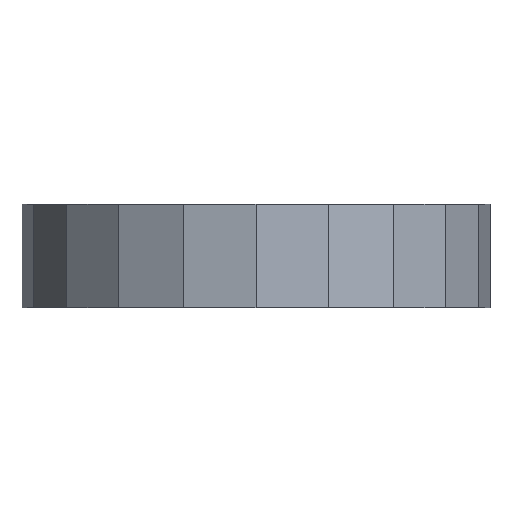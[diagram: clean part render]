
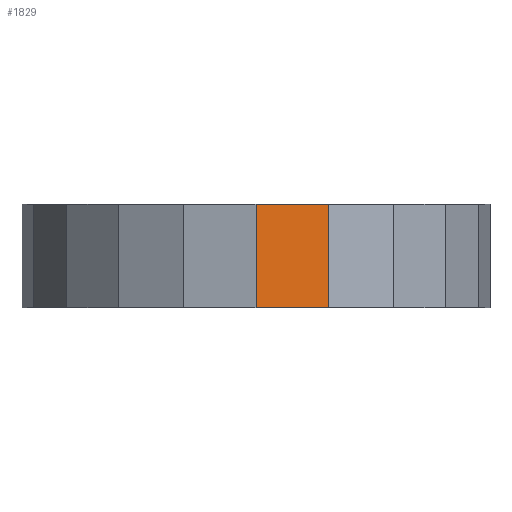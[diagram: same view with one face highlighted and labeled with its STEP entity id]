
A CAD part, front view. The second image highlights one B-rep face of the part: STEP entity #1829.
In plain terms, the highlighted planar face has unit normal (0.156, -0.988, 0).
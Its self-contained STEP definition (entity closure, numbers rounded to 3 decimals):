
#43 = PLANE('',#44);
#44 = AXIS2_PLACEMENT_3D('',#45,#46,#47);
#45 = CARTESIAN_POINT('',(-5.097,3.703,0.));
#46 = DIRECTION('',(0.,0.,-1.));
#47 = DIRECTION('',(-1.,0.,0.));
#376 = VERTEX_POINT('',#377);
#377 = CARTESIAN_POINT('',(1.947,-5.992,0.));
#391 = PLANE('',#392);
#392 = AXIS2_PLACEMENT_3D('',#393,#394,#395);
#393 = CARTESIAN_POINT('',(3.703,-5.097,2.8
    ));
#394 = DIRECTION('',(-0.454,0.891,0.));
#395 = DIRECTION('',(0.891,0.454,0.));
#403 = EDGE_CURVE('',#404,#376,#406,.T.);
#404 = VERTEX_POINT('',#405);
#405 = CARTESIAN_POINT('',(0.,-6.3,0.));
#406 = SURFACE_CURVE('',#407,(#411,#418),.PCURVE_S1.);
#407 = LINE('',#408,#409);
#408 = CARTESIAN_POINT('',(0.,-6.3,0.));
#409 = VECTOR('',#410,1.);
#410 = DIRECTION('',(0.988,0.156,0.));
#411 = PCURVE('',#43,#412);
#412 = DEFINITIONAL_REPRESENTATION('',(#413),#417);
#413 = LINE('',#414,#415);
#414 = CARTESIAN_POINT('',(-5.097,-10.003));
#415 = VECTOR('',#416,1.);
#416 = DIRECTION('',(-0.988,0.156));
#417 = ( GEOMETRIC_REPRESENTATION_CONTEXT(2) 
PARAMETRIC_REPRESENTATION_CONTEXT() REPRESENTATION_CONTEXT('2D SPACE',''
  ) );
#418 = PCURVE('',#419,#424);
#419 = PLANE('',#420);
#420 = AXIS2_PLACEMENT_3D('',#421,#422,#423);
#421 = CARTESIAN_POINT('',(0.973,-6.146,1.4
    ));
#422 = DIRECTION('',(-0.156,0.988,0.));
#423 = DIRECTION('',(0.988,0.156,0.));
#424 = DEFINITIONAL_REPRESENTATION('',(#425),#429);
#425 = LINE('',#426,#427);
#426 = CARTESIAN_POINT('',(-0.986,1.4));
#427 = VECTOR('',#428,1.);
#428 = DIRECTION('',(1.,0.));
#429 = ( GEOMETRIC_REPRESENTATION_CONTEXT(2) 
PARAMETRIC_REPRESENTATION_CONTEXT() REPRESENTATION_CONTEXT('2D SPACE',''
  ) );
#447 = PLANE('',#448);
#448 = AXIS2_PLACEMENT_3D('',#449,#450,#451);
#449 = CARTESIAN_POINT('',(-0.973,-6.146,
    1.4));
#450 = DIRECTION('',(0.156,0.988,0.));
#451 = DIRECTION('',(0.988,-0.156,0.));
#1055 = PLANE('',#1056);
#1056 = AXIS2_PLACEMENT_3D('',#1057,#1058,#1059);
#1057 = CARTESIAN_POINT('',(-5.992,-1.947,
    2.8));
#1058 = DIRECTION('',(0.,0.,-1.));
#1059 = DIRECTION('',(-1.,0.,0.));
#1118 = VERTEX_POINT('',#1119);
#1119 = CARTESIAN_POINT('',(0.,-6.3,2.8));
#1140 = EDGE_CURVE('',#1141,#1118,#1143,.T.);
#1141 = VERTEX_POINT('',#1142);
#1142 = CARTESIAN_POINT('',(1.947,-5.992,
    2.8));
#1143 = SURFACE_CURVE('',#1144,(#1148,#1155),.PCURVE_S1.);
#1144 = LINE('',#1145,#1146);
#1145 = CARTESIAN_POINT('',(1.947,-5.992,
    2.8));
#1146 = VECTOR('',#1147,1.);
#1147 = DIRECTION('',(-0.988,-0.156,0.));
#1148 = PCURVE('',#1055,#1149);
#1149 = DEFINITIONAL_REPRESENTATION('',(#1150),#1154);
#1150 = LINE('',#1151,#1152);
#1151 = CARTESIAN_POINT('',(-7.938,-4.045));
#1152 = VECTOR('',#1153,1.);
#1153 = DIRECTION('',(0.988,-0.156));
#1154 = ( GEOMETRIC_REPRESENTATION_CONTEXT(2) 
PARAMETRIC_REPRESENTATION_CONTEXT() REPRESENTATION_CONTEXT('2D SPACE',''
  ) );
#1155 = PCURVE('',#419,#1156);
#1156 = DEFINITIONAL_REPRESENTATION('',(#1157),#1161);
#1157 = LINE('',#1158,#1159);
#1158 = CARTESIAN_POINT('',(0.986,-1.4));
#1159 = VECTOR('',#1160,1.);
#1160 = DIRECTION('',(-1.,0.));
#1161 = ( GEOMETRIC_REPRESENTATION_CONTEXT(2) 
PARAMETRIC_REPRESENTATION_CONTEXT() REPRESENTATION_CONTEXT('2D SPACE',''
  ) );
#1829 = ADVANCED_FACE('',(#1830),#419,.F.);
#1830 = FACE_BOUND('',#1831,.T.);
#1831 = EDGE_LOOP('',(#1832,#1833,#1854,#1855));
#1832 = ORIENTED_EDGE('',*,*,#1140,.T.);
#1833 = ORIENTED_EDGE('',*,*,#1834,.T.);
#1834 = EDGE_CURVE('',#1118,#404,#1835,.T.);
#1835 = SURFACE_CURVE('',#1836,(#1840,#1847),.PCURVE_S1.);
#1836 = LINE('',#1837,#1838);
#1837 = CARTESIAN_POINT('',(0.,-6.3,2.8));
#1838 = VECTOR('',#1839,1.);
#1839 = DIRECTION('',(0.,0.,-1.));
#1840 = PCURVE('',#419,#1841);
#1841 = DEFINITIONAL_REPRESENTATION('',(#1842),#1846);
#1842 = LINE('',#1843,#1844);
#1843 = CARTESIAN_POINT('',(-0.986,-1.4));
#1844 = VECTOR('',#1845,1.);
#1845 = DIRECTION('',(0.,1.));
#1846 = ( GEOMETRIC_REPRESENTATION_CONTEXT(2) 
PARAMETRIC_REPRESENTATION_CONTEXT() REPRESENTATION_CONTEXT('2D SPACE',''
  ) );
#1847 = PCURVE('',#447,#1848);
#1848 = DEFINITIONAL_REPRESENTATION('',(#1849),#1853);
#1849 = LINE('',#1850,#1851);
#1850 = CARTESIAN_POINT('',(0.986,-1.4));
#1851 = VECTOR('',#1852,1.);
#1852 = DIRECTION('',(0.,1.));
#1853 = ( GEOMETRIC_REPRESENTATION_CONTEXT(2) 
PARAMETRIC_REPRESENTATION_CONTEXT() REPRESENTATION_CONTEXT('2D SPACE',''
  ) );
#1854 = ORIENTED_EDGE('',*,*,#403,.T.);
#1855 = ORIENTED_EDGE('',*,*,#1856,.T.);
#1856 = EDGE_CURVE('',#376,#1141,#1857,.T.);
#1857 = SURFACE_CURVE('',#1858,(#1862,#1869),.PCURVE_S1.);
#1858 = LINE('',#1859,#1860);
#1859 = CARTESIAN_POINT('',(1.947,-5.992,0.));
#1860 = VECTOR('',#1861,1.);
#1861 = DIRECTION('',(0.,0.,1.));
#1862 = PCURVE('',#419,#1863);
#1863 = DEFINITIONAL_REPRESENTATION('',(#1864),#1868);
#1864 = LINE('',#1865,#1866);
#1865 = CARTESIAN_POINT('',(0.986,1.4));
#1866 = VECTOR('',#1867,1.);
#1867 = DIRECTION('',(0.,-1.));
#1868 = ( GEOMETRIC_REPRESENTATION_CONTEXT(2) 
PARAMETRIC_REPRESENTATION_CONTEXT() REPRESENTATION_CONTEXT('2D SPACE',''
  ) );
#1869 = PCURVE('',#391,#1870);
#1870 = DEFINITIONAL_REPRESENTATION('',(#1871),#1875);
#1871 = LINE('',#1872,#1873);
#1872 = CARTESIAN_POINT('',(-1.971,2.8));
#1873 = VECTOR('',#1874,1.);
#1874 = DIRECTION('',(0.,-1.));
#1875 = ( GEOMETRIC_REPRESENTATION_CONTEXT(2) 
PARAMETRIC_REPRESENTATION_CONTEXT() REPRESENTATION_CONTEXT('2D SPACE',''
  ) );
